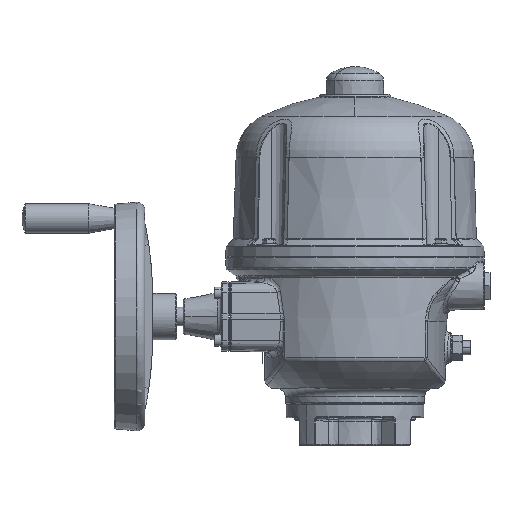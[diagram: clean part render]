
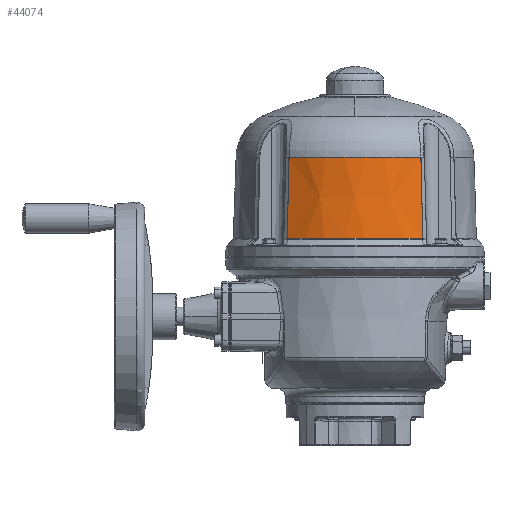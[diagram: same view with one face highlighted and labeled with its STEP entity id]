
A CAD part, top view. The second image highlights one B-rep face of the part: STEP entity #44074.
In plain terms, the highlighted conical face has half-angle 2 degrees and reference radius 105.5 mm.
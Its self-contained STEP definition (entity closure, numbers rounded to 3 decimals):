
#89 = CARTESIAN_POINT ( 'NONE',  ( 58.664, 130.863, 87.641 ) ) ;
#1611 = AXIS2_PLACEMENT_3D ( 'NONE', #27600, #10825, #18930 ) ;
#2956 = DIRECTION ( 'NONE',  ( -1., 0., 0. ) ) ;
#3593 = DIRECTION ( 'NONE',  ( 0., 1., 0. ) ) ;
#3885 = CARTESIAN_POINT ( 'NONE',  ( 58.657, 131.196, 87.632 ) ) ;
#3924 = AXIS2_PLACEMENT_3D ( 'NONE', #20217, #7144, #2956 ) ;
#4071 = CARTESIAN_POINT ( 'NONE',  ( 58.597, 133.861, 87.56 ) ) ;
#4155 = CARTESIAN_POINT ( 'NONE',  ( -57.466, 184.648, 86.182 ) ) ;
#4998 = FACE_OUTER_BOUND ( 'NONE', #11930, .T. ) ;
#7144 = DIRECTION ( 'NONE',  ( 0., -1., 0. ) ) ;
#8922 = DIRECTION ( 'NONE',  ( -1., 0., 0. ) ) ;
#8943 = VERTEX_POINT ( 'NONE', #42326 ) ;
#10825 = DIRECTION ( 'NONE',  ( 0., -1., 0. ) ) ;
#11832 = ORIENTED_EDGE ( 'NONE', *, *, #45984, .T. ) ;
#11930 = EDGE_LOOP ( 'NONE', ( #26516, #32135, #11832, #38584 ) ) ;
#12423 = EDGE_CURVE ( 'NONE', #17367, #8943, #34321, .T. ) ;
#13100 = CARTESIAN_POINT ( 'NONE',  ( -57.17, 197.973, 85.821 ) ) ;
#13205 = CARTESIAN_POINT ( 'NONE',  ( 57.847, 167.558, 86.646 ) ) ;
#13295 = CARTESIAN_POINT ( 'NONE',  ( -57.125, 199.972, 85.767 ) ) ;
#13394 = CARTESIAN_POINT ( 'NONE',  ( 58.679, 130.197, 87.659 ) ) ;
#15670 = CARTESIAN_POINT ( 'NONE',  ( -57.118, 200.305, 85.758 ) ) ;
#15857 = CIRCLE ( 'NONE', #3924, 103.038 ) ;
#17267 = CARTESIAN_POINT ( 'NONE',  ( -58.314, 146.57, 87.215 ) ) ;
#17367 = VERTEX_POINT ( 'NONE', #31289 ) ;
#17548 = CARTESIAN_POINT ( 'NONE',  ( 58.212, 151.184, 87.09 ) ) ;
#17719 = CARTESIAN_POINT ( 'NONE',  ( 57.118, 200.305, 85.758 ) ) ;
#18930 = DIRECTION ( 'NONE',  ( -1., 0., 0. ) ) ;
#20217 = CARTESIAN_POINT ( 'NONE',  ( 0., 200.305, 0. ) ) ;
#21445 = CARTESIAN_POINT ( 'NONE',  ( -57.348, 189.978, 86.038 ) ) ;
#21816 = CARTESIAN_POINT ( 'NONE',  ( -57.95, 162.944, 86.771 ) ) ;
#21908 = CARTESIAN_POINT ( 'NONE',  ( 57.482, 183.931, 86.202 ) ) ;
#23064 = B_SPLINE_CURVE_WITH_KNOTS ( 'NONE', 3,
 ( #51413, #13295, #47597, #39418, #13100, #47963, #30286, #21445, #4155, #35036, #21816, #17267, #48161 ),
 .UNSPECIFIED., .F., .F.,
 ( 4, 3, 3, 3, 4 ),
 ( 0., 0.001, 0.005, 0.021, 0.07 ),
 .UNSPECIFIED. ) ;
#26516 = ORIENTED_EDGE ( 'NONE', *, *, #46276, .T. ) ;
#27600 = CARTESIAN_POINT ( 'NONE',  ( 0., 129.8, 0. ) ) ;
#30286 = CARTESIAN_POINT ( 'NONE',  ( -57.229, 195.308, 85.893 ) ) ;
#30396 = CARTESIAN_POINT ( 'NONE',  ( 58.568, 135.194, 87.523 ) ) ;
#30586 = CARTESIAN_POINT ( 'NONE',  ( 58.449, 140.524, 87.379 ) ) ;
#30819 = EDGE_CURVE ( 'NONE', #49784, #47088, #23064, .T. ) ;
#31289 = CARTESIAN_POINT ( 'NONE',  ( 58.679, 130.197, 87.659 ) ) ;
#32135 = ORIENTED_EDGE ( 'NONE', *, *, #30819, .T. ) ;
#33660 = CONICAL_SURFACE ( 'NONE', #1611, 105.5, 0.035 ) ;
#34321 = B_SPLINE_CURVE_WITH_KNOTS ( 'NONE', 3,
 ( #13394, #56471, #89, #3885, #56271, #4071, #30396, #30586, #52295, #17548, #13205, #21908, #17719 ),
 .UNSPECIFIED., .F., .F.,
 ( 4, 3, 3, 3, 4 ),
 ( 0., 0.001, 0.005, 0.021, 0.07 ),
 .UNSPECIFIED. ) ;
#34501 = CARTESIAN_POINT ( 'NONE',  ( -58.679, 130.197, 87.659 ) ) ;
#35036 = CARTESIAN_POINT ( 'NONE',  ( -57.585, 179.318, 86.327 ) ) ;
#36468 = CIRCLE ( 'NONE', #48402, 105.486 ) ;
#38584 = ORIENTED_EDGE ( 'NONE', *, *, #12423, .T. ) ;
#39418 = CARTESIAN_POINT ( 'NONE',  ( -57.14, 199.306, 85.785 ) ) ;
#42326 = CARTESIAN_POINT ( 'NONE',  ( 57.118, 200.305, 85.758 ) ) ;
#44074 = ADVANCED_FACE ( 'NONE', ( #4998 ), #33660, .T. ) ;
#45984 = EDGE_CURVE ( 'NONE', #47088, #17367, #36468, .T. ) ;
#46276 = EDGE_CURVE ( 'NONE', #8943, #49784, #15857, .T. ) ;
#47088 = VERTEX_POINT ( 'NONE', #34501 ) ;
#47597 = CARTESIAN_POINT ( 'NONE',  ( -57.133, 199.639, 85.776 ) ) ;
#47963 = CARTESIAN_POINT ( 'NONE',  ( -57.199, 196.64, 85.857 ) ) ;
#48161 = CARTESIAN_POINT ( 'NONE',  ( -58.679, 130.197, 87.659 ) ) ;
#48402 = AXIS2_PLACEMENT_3D ( 'NONE', #55780, #3593, #8922 ) ;
#49784 = VERTEX_POINT ( 'NONE', #15670 ) ;
#51413 = CARTESIAN_POINT ( 'NONE',  ( -57.118, 200.305, 85.758 ) ) ;
#52295 = CARTESIAN_POINT ( 'NONE',  ( 58.33, 145.854, 87.234 ) ) ;
#55780 = CARTESIAN_POINT ( 'NONE',  ( 0., 130.197, 0. ) ) ;
#56271 = CARTESIAN_POINT ( 'NONE',  ( 58.627, 132.529, 87.596 ) ) ;
#56471 = CARTESIAN_POINT ( 'NONE',  ( 58.672, 130.53, 87.65 ) ) ;
